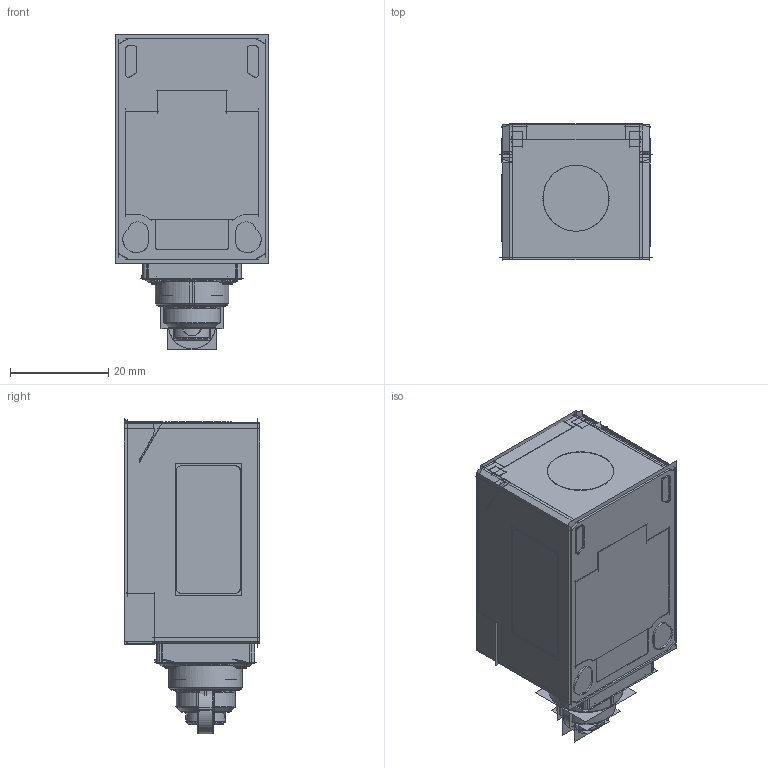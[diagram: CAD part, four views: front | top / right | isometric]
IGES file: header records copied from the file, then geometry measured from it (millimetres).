
Start section:  PTC IGES file: 212899.igs
Global section: file name: 212899.igs; native system: Creo Parametric by PTC Inc.; preprocessor: 2019292; author: PDMAdmin; organization: Unknown; date: 20191223.103017; units: millimetre
Bounding box: 31.2 x 27.66 x 64.4 mm (x, y, z)
Volume: 33171.2 mm3; surface area: 54025.7 mm2
Topology: 3 solids, 3 shells, 1636 faces, 8116 edges, 9896 vertices
Faces by surface type: bspline 1174, revolution 462
